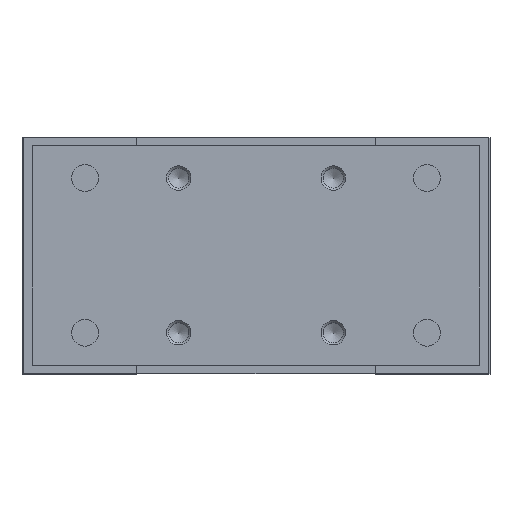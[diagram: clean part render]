
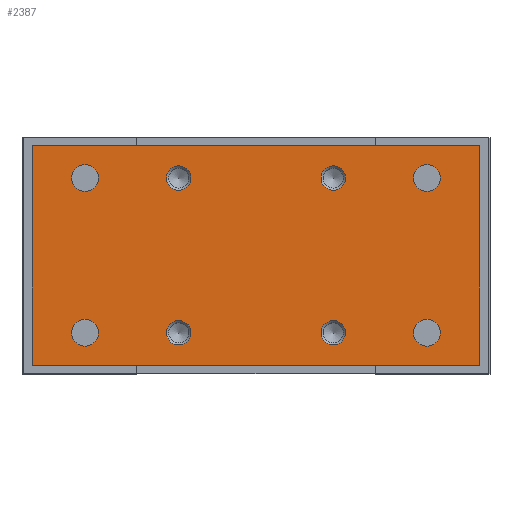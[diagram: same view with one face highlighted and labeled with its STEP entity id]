
A CAD part, top view. The second image highlights one B-rep face of the part: STEP entity #2387.
In plain terms, the highlighted planar face has unit normal (0, 0, 1).
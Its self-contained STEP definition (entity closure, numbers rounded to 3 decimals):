
#265=LINE('',#3966,#393);
#269=LINE('',#3975,#397);
#272=LINE('',#3981,#400);
#275=LINE('',#3987,#403);
#393=VECTOR('',#3230,1000.);
#397=VECTOR('',#3236,1000.);
#400=VECTOR('',#3241,1000.);
#403=VECTOR('',#3246,1000.);
#786=ORIENTED_EDGE('',*,*,#1165,.T.);
#787=ORIENTED_EDGE('',*,*,#1166,.T.);
#788=ORIENTED_EDGE('',*,*,#1167,.T.);
#789=ORIENTED_EDGE('',*,*,#1168,.T.);
#790=ORIENTED_EDGE('',*,*,#1169,.T.);
#791=ORIENTED_EDGE('',*,*,#1170,.T.);
#792=ORIENTED_EDGE('',*,*,#1171,.T.);
#793=ORIENTED_EDGE('',*,*,#1172,.T.);
#794=ORIENTED_EDGE('',*,*,#1142,.T.);
#795=ORIENTED_EDGE('',*,*,#1146,.T.);
#796=ORIENTED_EDGE('',*,*,#1149,.T.);
#797=ORIENTED_EDGE('',*,*,#1152,.T.);
#1142=EDGE_CURVE('',#1397,#1398,#265,.T.);
#1146=EDGE_CURVE('',#1398,#1401,#269,.T.);
#1149=EDGE_CURVE('',#1401,#1403,#272,.T.);
#1152=EDGE_CURVE('',#1403,#1397,#275,.T.);
#1165=EDGE_CURVE('',#1416,#1416,#1560,.T.);
#1166=EDGE_CURVE('',#1417,#1417,#1561,.T.);
#1167=EDGE_CURVE('',#1418,#1418,#1562,.T.);
#1168=EDGE_CURVE('',#1419,#1419,#1563,.T.);
#1169=EDGE_CURVE('',#1420,#1420,#1564,.T.);
#1170=EDGE_CURVE('',#1421,#1421,#1565,.T.);
#1171=EDGE_CURVE('',#1422,#1422,#1566,.T.);
#1172=EDGE_CURVE('',#1423,#1423,#1567,.T.);
#1397=VERTEX_POINT('',#3967);
#1398=VERTEX_POINT('',#3968);
#1401=VERTEX_POINT('',#3976);
#1403=VERTEX_POINT('',#3982);
#1416=VERTEX_POINT('',#4014);
#1417=VERTEX_POINT('',#4016);
#1418=VERTEX_POINT('',#4018);
#1419=VERTEX_POINT('',#4020);
#1420=VERTEX_POINT('',#4022);
#1421=VERTEX_POINT('',#4024);
#1422=VERTEX_POINT('',#4026);
#1423=VERTEX_POINT('',#4028);
#1560=CIRCLE('',#2676,3.3);
#1561=CIRCLE('',#2677,3.3);
#1562=CIRCLE('',#2678,3.3);
#1563=CIRCLE('',#2679,3.3);
#1564=CIRCLE('',#2680,3.);
#1565=CIRCLE('',#2681,3.);
#1566=CIRCLE('',#2682,3.);
#1567=CIRCLE('',#2683,3.);
#1794=EDGE_LOOP('',(#786));
#1795=EDGE_LOOP('',(#787));
#1796=EDGE_LOOP('',(#788));
#1797=EDGE_LOOP('',(#789));
#1798=EDGE_LOOP('',(#790));
#1799=EDGE_LOOP('',(#791));
#1800=EDGE_LOOP('',(#792));
#1801=EDGE_LOOP('',(#793));
#1802=EDGE_LOOP('',(#794,#795,#796,#797));
#2104=FACE_BOUND('',#1794,.T.);
#2105=FACE_BOUND('',#1795,.T.);
#2106=FACE_BOUND('',#1796,.T.);
#2107=FACE_BOUND('',#1797,.T.);
#2108=FACE_BOUND('',#1798,.T.);
#2109=FACE_BOUND('',#1799,.T.);
#2110=FACE_BOUND('',#1800,.T.);
#2111=FACE_BOUND('',#1801,.T.);
#2112=FACE_BOUND('',#1802,.T.);
#2262=PLANE('',#2675);
#2387=ADVANCED_FACE('',(#2104,#2105,#2106,#2107,#2108,#2109,#2110,#2111,
#2112),#2262,.T.);
#2675=AXIS2_PLACEMENT_3D('',#4012,#3272,#3273);
#2676=AXIS2_PLACEMENT_3D('',#4013,#3274,#3275);
#2677=AXIS2_PLACEMENT_3D('',#4015,#3276,#3277);
#2678=AXIS2_PLACEMENT_3D('',#4017,#3278,#3279);
#2679=AXIS2_PLACEMENT_3D('',#4019,#3280,#3281);
#2680=AXIS2_PLACEMENT_3D('',#4021,#3282,#3283);
#2681=AXIS2_PLACEMENT_3D('',#4023,#3284,#3285);
#2682=AXIS2_PLACEMENT_3D('',#4025,#3286,#3287);
#2683=AXIS2_PLACEMENT_3D('',#4027,#3288,#3289);
#3230=DIRECTION('',(-1.,0.,0.));
#3236=DIRECTION('',(0.,-1.,0.));
#3241=DIRECTION('',(1.,0.,0.));
#3246=DIRECTION('',(0.,1.,0.));
#3272=DIRECTION('',(0.,0.,1.));
#3273=DIRECTION('',(1.,0.,0.));
#3274=DIRECTION('',(0.,0.,-1.));
#3275=DIRECTION('',(-1.,0.,0.));
#3276=DIRECTION('',(0.,0.,-1.));
#3277=DIRECTION('',(-1.,0.,0.));
#3278=DIRECTION('',(0.,0.,-1.));
#3279=DIRECTION('',(-1.,0.,0.));
#3280=DIRECTION('',(0.,0.,-1.));
#3281=DIRECTION('',(-1.,0.,0.));
#3282=DIRECTION('',(0.,0.,-1.));
#3283=DIRECTION('',(-1.,0.,0.));
#3284=DIRECTION('',(0.,0.,-1.));
#3285=DIRECTION('',(-1.,0.,0.));
#3286=DIRECTION('',(0.,0.,-1.));
#3287=DIRECTION('',(-1.,0.,0.));
#3288=DIRECTION('',(0.,0.,-1.));
#3289=DIRECTION('',(-1.,0.,0.));
#3966=CARTESIAN_POINT('',(55.,27.,75.));
#3967=CARTESIAN_POINT('',(55.,27.,75.));
#3968=CARTESIAN_POINT('',(-55.,27.,75.));
#3975=CARTESIAN_POINT('',(-55.,27.,75.));
#3976=CARTESIAN_POINT('',(-55.,-27.,75.));
#3981=CARTESIAN_POINT('',(-55.,-27.,75.));
#3982=CARTESIAN_POINT('',(55.,-27.,75.));
#3987=CARTESIAN_POINT('',(55.,-27.,75.));
#4012=CARTESIAN_POINT('',(0.,0.,75.));
#4013=CARTESIAN_POINT('',(-42.,19.,75.));
#4014=CARTESIAN_POINT('',(-45.3,19.,75.));
#4015=CARTESIAN_POINT('',(-42.,-19.,75.));
#4016=CARTESIAN_POINT('',(-45.3,-19.,75.));
#4017=CARTESIAN_POINT('',(42.,-19.,75.));
#4018=CARTESIAN_POINT('',(38.7,-19.,75.));
#4019=CARTESIAN_POINT('',(42.,19.,75.));
#4020=CARTESIAN_POINT('',(38.7,19.,75.));
#4021=CARTESIAN_POINT('',(-19.,19.,75.));
#4022=CARTESIAN_POINT('',(-22.,19.,75.));
#4023=CARTESIAN_POINT('',(-19.,-19.,75.));
#4024=CARTESIAN_POINT('',(-22.,-19.,75.));
#4025=CARTESIAN_POINT('',(19.,-19.,75.));
#4026=CARTESIAN_POINT('',(16.,-19.,75.));
#4027=CARTESIAN_POINT('',(19.,19.,75.));
#4028=CARTESIAN_POINT('',(16.,19.,75.));
